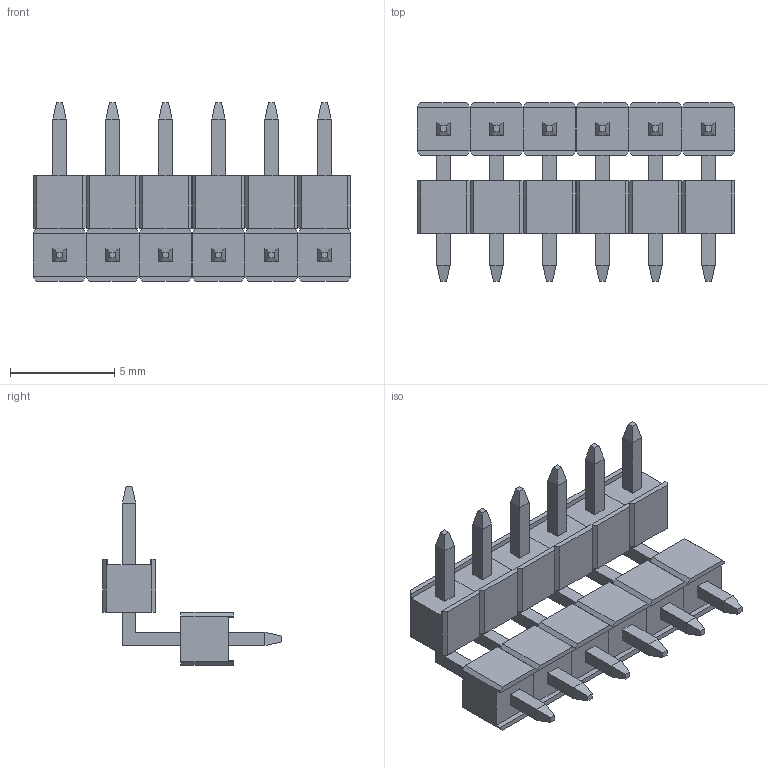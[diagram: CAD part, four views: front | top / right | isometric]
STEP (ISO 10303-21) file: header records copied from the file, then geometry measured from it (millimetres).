
FILE_DESCRIPTION (( 'STEP AP214' ), '1' );
FILE_NAME ('258-0004869.STEP', '2015-10-26T16:44:24', ( 'student' ), ( 'Microsoft' ), 'SwSTEP 2.0', 'SolidWorks 2014', '' );
FILE_SCHEMA (( 'AUTOMOTIVE_DESIGN' ));
Length unit declared in the file: millimetre
Products named in the file (3): BSTCR-1 single row body; BSTCR-1 BOTTOM PIN; 258-0004869
Assembly tree (18 placements, depth 2):
  258-0004869
    BSTCR-1 BOTTOM PIN  x6
    BSTCR-1 single row body  x12
Bounding box: 15.24 x 8.57 x 8.57 mm (x, y, z)
Volume: 201 mm3; surface area: 728.1 mm2
Topology: 18 solids, 18 shells, 360 faces, 876 edges, 552 vertices
Faces by surface type: plane 360
Entity records: 1300 total; most frequent: DIRECTION 208, CARTESIAN_POINT 205, ORIENTED_EDGE 180, VECTOR 90, LINE 90, EDGE_CURVE 90, AXIS2_PLACEMENT_3D 59, VERTEX_POINT 56
